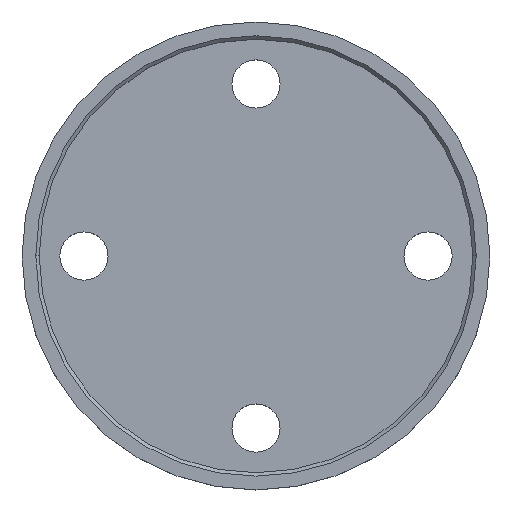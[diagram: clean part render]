
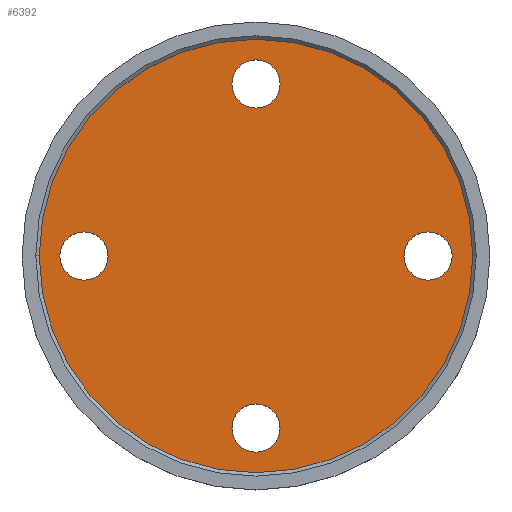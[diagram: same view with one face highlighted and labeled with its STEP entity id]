
A CAD part, top view. The second image highlights one B-rep face of the part: STEP entity #6392.
In plain terms, the highlighted planar face has unit normal (0, 0, 1).
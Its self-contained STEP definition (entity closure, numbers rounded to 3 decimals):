
#41 = DIRECTION ( 'NONE',  ( 1., 0., 0. ) ) ;
#120 = CARTESIAN_POINT ( 'NONE',  ( 0., -25., 4. ) ) ;
#200 = EDGE_LOOP ( 'NONE', ( #2520, #5629 ) ) ;
#215 = DIRECTION ( 'NONE',  ( 0., 0., -1. ) ) ;
#302 = CARTESIAN_POINT ( 'NONE',  ( 25., 0., 4. ) ) ;
#344 = EDGE_CURVE ( 'NONE', #2063, #1332, #368, .T. ) ;
#357 = EDGE_CURVE ( 'NONE', #5446, #3500, #4632, .T. ) ;
#368 = CIRCLE ( 'NONE', #3792, 31.5 ) ;
#385 = ORIENTED_EDGE ( 'NONE', *, *, #1029, .F. ) ;
#512 = VERTEX_POINT ( 'NONE', #3667 ) ;
#565 = CARTESIAN_POINT ( 'NONE',  ( 0., 0., 4. ) ) ;
#769 = AXIS2_PLACEMENT_3D ( 'NONE', #3220, #4764, #6197 ) ;
#820 = CARTESIAN_POINT ( 'NONE',  ( -31.5, 0., 4. ) ) ;
#874 = CIRCLE ( 'NONE', #4019, 31.5 ) ;
#966 = FACE_BOUND ( 'NONE', #200, .T. ) ;
#1015 = EDGE_CURVE ( 'NONE', #1700, #2658, #2036, .T. ) ;
#1029 = EDGE_CURVE ( 'NONE', #1332, #2063, #874, .T. ) ;
#1132 = DIRECTION ( 'NONE',  ( 1., 0., 0. ) ) ;
#1135 = CARTESIAN_POINT ( 'NONE',  ( 25., 0., 4. ) ) ;
#1188 = CARTESIAN_POINT ( 'NONE',  ( -3.5, 25., 4. ) ) ;
#1267 = AXIS2_PLACEMENT_3D ( 'NONE', #3491, #6461, #41 ) ;
#1321 = EDGE_LOOP ( 'NONE', ( #2672, #3597 ) ) ;
#1332 = VERTEX_POINT ( 'NONE', #820 ) ;
#1356 = DIRECTION ( 'NONE',  ( 1., 0., 0. ) ) ;
#1559 = CIRCLE ( 'NONE', #5218, 3.5 ) ;
#1637 = EDGE_LOOP ( 'NONE', ( #4235, #4358 ) ) ;
#1664 = DIRECTION ( 'NONE',  ( 0., 0., 1. ) ) ;
#1700 = VERTEX_POINT ( 'NONE', #1188 ) ;
#1728 = DIRECTION ( 'NONE',  ( 0., 0., 1. ) ) ;
#1798 = ORIENTED_EDGE ( 'NONE', *, *, #344, .F. ) ;
#1807 = AXIS2_PLACEMENT_3D ( 'NONE', #1135, #6211, #1356 ) ;
#1862 = CIRCLE ( 'NONE', #4166, 3.5 ) ;
#1967 = CARTESIAN_POINT ( 'NONE',  ( -28.5, 0., 4. ) ) ;
#2036 = CIRCLE ( 'NONE', #3179, 3.5 ) ;
#2053 = PLANE ( 'NONE',  #6079 ) ;
#2063 = VERTEX_POINT ( 'NONE', #4278 ) ;
#2360 = VERTEX_POINT ( 'NONE', #4185 ) ;
#2520 = ORIENTED_EDGE ( 'NONE', *, *, #4756, .F. ) ;
#2658 = VERTEX_POINT ( 'NONE', #3760 ) ;
#2672 = ORIENTED_EDGE ( 'NONE', *, *, #6048, .F. ) ;
#2827 = CARTESIAN_POINT ( 'NONE',  ( -25., 0., 4. ) ) ;
#2974 = DIRECTION ( 'NONE',  ( 0., 0., 1. ) ) ;
#2975 = DIRECTION ( 'NONE',  ( 1., 0., 0. ) ) ;
#3157 = ORIENTED_EDGE ( 'NONE', *, *, #4447, .F. ) ;
#3177 = EDGE_LOOP ( 'NONE', ( #5093, #3157 ) ) ;
#3179 = AXIS2_PLACEMENT_3D ( 'NONE', #3889, #5448, #2975 ) ;
#3220 = CARTESIAN_POINT ( 'NONE',  ( 0., 25., 4. ) ) ;
#3236 = CIRCLE ( 'NONE', #6370, 3.5 ) ;
#3308 = DIRECTION ( 'NONE',  ( 0., 0., 1. ) ) ;
#3461 = FACE_BOUND ( 'NONE', #1321, .T. ) ;
#3475 = CARTESIAN_POINT ( 'NONE',  ( 0., -25., 4. ) ) ;
#3491 = CARTESIAN_POINT ( 'NONE',  ( -25., 0., 4. ) ) ;
#3500 = VERTEX_POINT ( 'NONE', #4794 ) ;
#3535 = DIRECTION ( 'NONE',  ( 1., 0., 0. ) ) ;
#3537 = CIRCLE ( 'NONE', #4378, 3.5 ) ;
#3553 = FACE_OUTER_BOUND ( 'NONE', #4901, .T. ) ;
#3576 = CARTESIAN_POINT ( 'NONE',  ( 28.5, 0., 4. ) ) ;
#3597 = ORIENTED_EDGE ( 'NONE', *, *, #6358, .F. ) ;
#3621 = EDGE_CURVE ( 'NONE', #2658, #1700, #6420, .T. ) ;
#3633 = CARTESIAN_POINT ( 'NONE',  ( -3.5, -25., 4. ) ) ;
#3667 = CARTESIAN_POINT ( 'NONE',  ( 3.5, -25., 4. ) ) ;
#3760 = CARTESIAN_POINT ( 'NONE',  ( 3.5, 25., 4. ) ) ;
#3792 = AXIS2_PLACEMENT_3D ( 'NONE', #4712, #215, #4381 ) ;
#3889 = CARTESIAN_POINT ( 'NONE',  ( 0., 25., 4. ) ) ;
#4016 = FACE_BOUND ( 'NONE', #3177, .T. ) ;
#4019 = AXIS2_PLACEMENT_3D ( 'NONE', #4966, #6462, #5969 ) ;
#4084 = DIRECTION ( 'NONE',  ( 1., 0., 0. ) ) ;
#4166 = AXIS2_PLACEMENT_3D ( 'NONE', #3475, #5401, #3535 ) ;
#4185 = CARTESIAN_POINT ( 'NONE',  ( -21.5, 0., 4. ) ) ;
#4235 = ORIENTED_EDGE ( 'NONE', *, *, #1015, .F. ) ;
#4278 = CARTESIAN_POINT ( 'NONE',  ( 31.5, 0., 4. ) ) ;
#4358 = ORIENTED_EDGE ( 'NONE', *, *, #3621, .F. ) ;
#4378 = AXIS2_PLACEMENT_3D ( 'NONE', #302, #1664, #1132 ) ;
#4381 = DIRECTION ( 'NONE',  ( 1., 0., 0. ) ) ;
#4423 = VERTEX_POINT ( 'NONE', #1967 ) ;
#4447 = EDGE_CURVE ( 'NONE', #512, #5038, #1862, .T. ) ;
#4632 = CIRCLE ( 'NONE', #1807, 3.5 ) ;
#4712 = CARTESIAN_POINT ( 'NONE',  ( 0., 0., 4. ) ) ;
#4756 = EDGE_CURVE ( 'NONE', #3500, #5446, #3537, .T. ) ;
#4764 = DIRECTION ( 'NONE',  ( 0., 0., 1. ) ) ;
#4783 = DIRECTION ( 'NONE',  ( 1., 0., 0. ) ) ;
#4794 = CARTESIAN_POINT ( 'NONE',  ( 21.5, 0., 4. ) ) ;
#4901 = EDGE_LOOP ( 'NONE', ( #385, #1798 ) ) ;
#4965 = FACE_BOUND ( 'NONE', #1637, .T. ) ;
#4966 = CARTESIAN_POINT ( 'NONE',  ( 0., 0., 4. ) ) ;
#5004 = EDGE_CURVE ( 'NONE', #5038, #512, #3236, .T. ) ;
#5038 = VERTEX_POINT ( 'NONE', #3633 ) ;
#5093 = ORIENTED_EDGE ( 'NONE', *, *, #5004, .F. ) ;
#5218 = AXIS2_PLACEMENT_3D ( 'NONE', #2827, #3308, #4783 ) ;
#5229 = DIRECTION ( 'NONE',  ( 1., 0., 0. ) ) ;
#5401 = DIRECTION ( 'NONE',  ( 0., 0., 1. ) ) ;
#5446 = VERTEX_POINT ( 'NONE', #3576 ) ;
#5448 = DIRECTION ( 'NONE',  ( 0., 0., 1. ) ) ;
#5561 = CIRCLE ( 'NONE', #1267, 3.5 ) ;
#5629 = ORIENTED_EDGE ( 'NONE', *, *, #357, .F. ) ;
#5969 = DIRECTION ( 'NONE',  ( 1., 0., 0. ) ) ;
#6048 = EDGE_CURVE ( 'NONE', #4423, #2360, #1559, .T. ) ;
#6079 = AXIS2_PLACEMENT_3D ( 'NONE', #565, #2974, #4084 ) ;
#6197 = DIRECTION ( 'NONE',  ( 1., 0., 0. ) ) ;
#6211 = DIRECTION ( 'NONE',  ( 0., 0., 1. ) ) ;
#6358 = EDGE_CURVE ( 'NONE', #2360, #4423, #5561, .T. ) ;
#6370 = AXIS2_PLACEMENT_3D ( 'NONE', #120, #1728, #5229 ) ;
#6392 = ADVANCED_FACE ( 'NONE', ( #966, #3461, #4965, #4016, #3553 ), #2053, .T. ) ;
#6420 = CIRCLE ( 'NONE', #769, 3.5 ) ;
#6461 = DIRECTION ( 'NONE',  ( 0., 0., 1. ) ) ;
#6462 = DIRECTION ( 'NONE',  ( 0., 0., -1. ) ) ;
